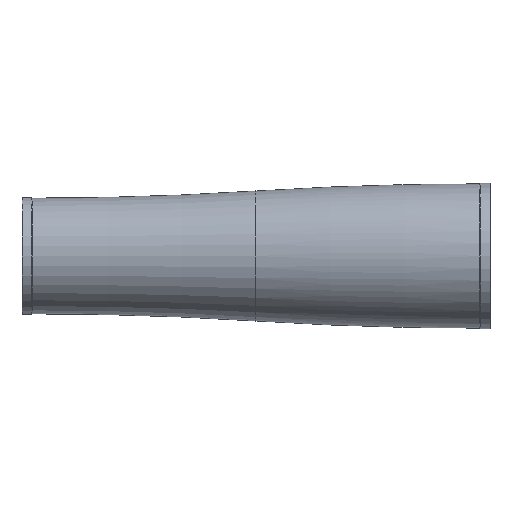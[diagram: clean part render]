
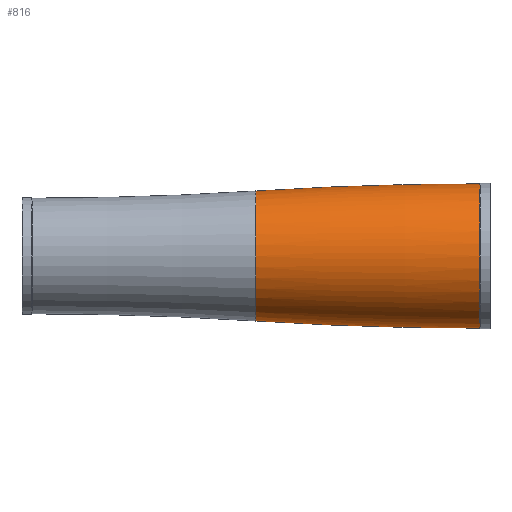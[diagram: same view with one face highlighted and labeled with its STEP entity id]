
A CAD part, front view. The second image highlights one B-rep face of the part: STEP entity #816.
In plain terms, the highlighted toroidal (fillet/blend) face has major radius 1318.35 mm and minor radius 1346.1 mm.
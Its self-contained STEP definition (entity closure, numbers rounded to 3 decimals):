
#7 = EDGE_CURVE ( 'NONE', #81, #276, #111, .T. ) ;
#25 = DIRECTION ( 'NONE',  ( 0., 0., -1. ) ) ;
#34 = EDGE_CURVE ( 'NONE', #366, #276, #169, .T. ) ;
#59 = EDGE_CURVE ( 'NONE', #283, #81, #290, .T. ) ;
#81 = VERTEX_POINT ( 'NONE', #692 ) ;
#97 = CARTESIAN_POINT ( 'NONE',  ( -4., 0., -1318.352 ) ) ;
#102 = DIRECTION ( 'NONE',  ( 0., 1., 0. ) ) ;
#111 = CIRCLE ( 'NONE', #515, 27.75 ) ;
#112 = DIRECTION ( 'NONE',  ( 0., 0., -1. ) ) ;
#153 = EDGE_LOOP ( 'NONE', ( #629, #317, #667, #665 ) ) ;
#168 = TOROIDAL_SURFACE ( 'NONE', #637, -1318.352, 1346.102 ) ;
#169 = CIRCLE ( 'NONE', #179, 1346.102 ) ;
#179 = AXIS2_PLACEMENT_3D ( 'NONE', #547, #196, #25 ) ;
#180 = CIRCLE ( 'NONE', #203, 25. ) ;
#184 = DIRECTION ( 'NONE',  ( 1., 0., 0. ) ) ;
#193 = CARTESIAN_POINT ( 'NONE',  ( -4., 0., 0. ) ) ;
#196 = DIRECTION ( 'NONE',  ( 0., -1., 0. ) ) ;
#203 = AXIS2_PLACEMENT_3D ( 'NONE', #211, #213, #538 ) ;
#211 = CARTESIAN_POINT ( 'NONE',  ( -90., 0., 0. ) ) ;
#213 = DIRECTION ( 'NONE',  ( 1., 0., 0. ) ) ;
#252 = CARTESIAN_POINT ( 'NONE',  ( -90., 0., 25. ) ) ;
#276 = VERTEX_POINT ( 'NONE', #310 ) ;
#283 = VERTEX_POINT ( 'NONE', #252 ) ;
#290 = CIRCLE ( 'NONE', #356, 1346.102 ) ;
#303 = DIRECTION ( 'NONE',  ( 1., 0., 0. ) ) ;
#310 = CARTESIAN_POINT ( 'NONE',  ( -4., 0., -27.75 ) ) ;
#312 = FACE_OUTER_BOUND ( 'NONE', #153, .T. ) ;
#317 = ORIENTED_EDGE ( 'NONE', *, *, #648, .T. ) ;
#356 = AXIS2_PLACEMENT_3D ( 'NONE', #97, #102, #379 ) ;
#366 = VERTEX_POINT ( 'NONE', #601 ) ;
#379 = DIRECTION ( 'NONE',  ( 0., 0., 1. ) ) ;
#388 = CARTESIAN_POINT ( 'NONE',  ( -4., 0., 0. ) ) ;
#395 = DIRECTION ( 'NONE',  ( 0., 0., -1. ) ) ;
#515 = AXIS2_PLACEMENT_3D ( 'NONE', #193, #184, #112 ) ;
#538 = DIRECTION ( 'NONE',  ( 0., 0., -1. ) ) ;
#547 = CARTESIAN_POINT ( 'NONE',  ( -4., 0., 1318.352 ) ) ;
#601 = CARTESIAN_POINT ( 'NONE',  ( -90., 0., -25. ) ) ;
#629 = ORIENTED_EDGE ( 'NONE', *, *, #59, .F. ) ;
#637 = AXIS2_PLACEMENT_3D ( 'NONE', #388, #303, #395 ) ;
#648 = EDGE_CURVE ( 'NONE', #283, #366, #180, .T. ) ;
#665 = ORIENTED_EDGE ( 'NONE', *, *, #7, .F. ) ;
#667 = ORIENTED_EDGE ( 'NONE', *, *, #34, .T. ) ;
#692 = CARTESIAN_POINT ( 'NONE',  ( -4., 0., 27.75 ) ) ;
#816 = ADVANCED_FACE ( 'NONE', ( #312 ), #168, .T. ) ;
